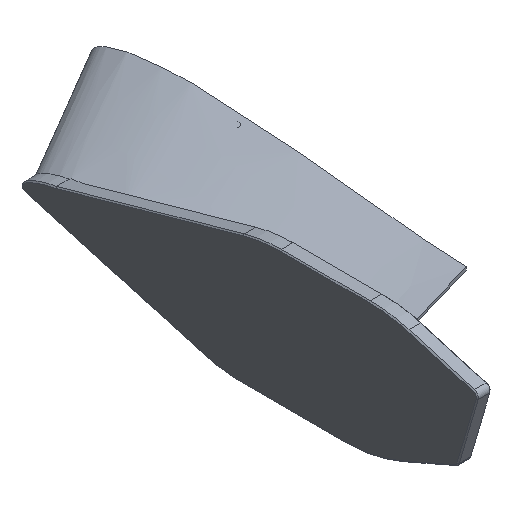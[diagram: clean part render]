
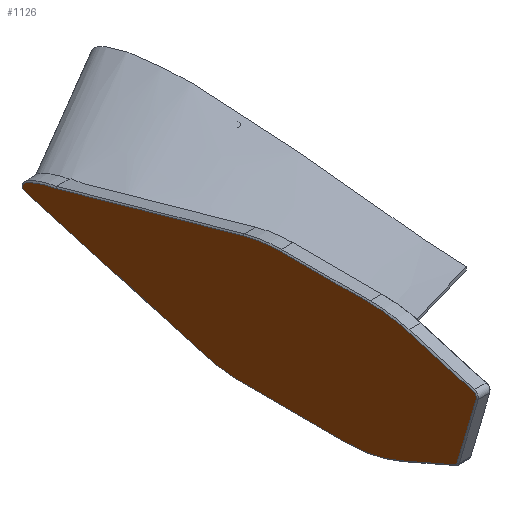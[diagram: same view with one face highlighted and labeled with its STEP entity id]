
A CAD part, isometric view. The second image highlights one B-rep face of the part: STEP entity #1126.
In plain terms, the highlighted planar face has unit normal (-1, 0, 0).
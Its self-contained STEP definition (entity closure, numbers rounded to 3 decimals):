
#50=CIRCLE('',#1201,49.6);
#52=CIRCLE('',#1205,49.6);
#54=CIRCLE('',#1209,1.6);
#56=CIRCLE('',#1213,1.6);
#58=CIRCLE('',#1217,49.6);
#60=CIRCLE('',#1221,49.6);
#113=LINE('',#1749,#210);
#115=LINE('',#1850,#212);
#121=LINE('',#1865,#218);
#125=LINE('',#1877,#222);
#129=LINE('',#1889,#226);
#133=LINE('',#1901,#230);
#137=LINE('',#1913,#234);
#141=LINE('',#1925,#238);
#210=VECTOR('',#1350,10.);
#212=VECTOR('',#1354,10.);
#218=VECTOR('',#1368,10.);
#222=VECTOR('',#1380,10.);
#226=VECTOR('',#1392,10.);
#230=VECTOR('',#1404,10.);
#234=VECTOR('',#1416,10.);
#238=VECTOR('',#1428,10.);
#300=PLANE('',#1230);
#355=FACE_OUTER_BOUND('',#425,.T.);
#425=EDGE_LOOP('',(#923,#924,#925,#926,#927,#928,#929,#930,#931,#932,#933,
#934,#935,#936,#937,#938));
#470=B_SPLINE_CURVE_WITH_KNOTS('',3,(#1833,#1834,#1835,#1836,#1837,#1838,
#1839,#1840,#1841,#1842,#1843),.UNSPECIFIED.,.F.,.F.,(4,1,1,1,1,1,1,1,4),
(-0.191,-0.164,-0.136,-0.109,
-0.082,-0.068,-0.055,-0.027,
-0.002),.UNSPECIFIED.);
#472=B_SPLINE_CURVE_WITH_KNOTS('',3,(#1950,#1951,#1952,#1953,#1954,#1955),
 .UNSPECIFIED.,.F.,.F.,(4,1,1,4),(0.003,0.018,
0.037,0.064),.UNSPECIFIED.);
#521=VERTEX_POINT('',#1747);
#522=VERTEX_POINT('',#1748);
#526=VERTEX_POINT('',#1832);
#527=VERTEX_POINT('',#1849);
#530=VERTEX_POINT('',#1856);
#532=VERTEX_POINT('',#1862);
#534=VERTEX_POINT('',#1868);
#536=VERTEX_POINT('',#1874);
#538=VERTEX_POINT('',#1880);
#540=VERTEX_POINT('',#1886);
#542=VERTEX_POINT('',#1892);
#544=VERTEX_POINT('',#1898);
#546=VERTEX_POINT('',#1904);
#548=VERTEX_POINT('',#1910);
#550=VERTEX_POINT('',#1916);
#552=VERTEX_POINT('',#1922);
#634=EDGE_CURVE('',#521,#522,#113,.T.);
#639=EDGE_CURVE('',#526,#521,#470,.T.);
#641=EDGE_CURVE('',#527,#526,#115,.T.);
#646=EDGE_CURVE('',#530,#527,#50,.T.);
#649=EDGE_CURVE('',#532,#530,#121,.T.);
#652=EDGE_CURVE('',#534,#532,#52,.T.);
#655=EDGE_CURVE('',#536,#534,#125,.T.);
#658=EDGE_CURVE('',#538,#536,#54,.T.);
#661=EDGE_CURVE('',#540,#538,#129,.T.);
#664=EDGE_CURVE('',#542,#540,#56,.T.);
#667=EDGE_CURVE('',#544,#542,#133,.T.);
#670=EDGE_CURVE('',#546,#544,#58,.T.);
#673=EDGE_CURVE('',#548,#546,#137,.T.);
#676=EDGE_CURVE('',#550,#548,#60,.T.);
#679=EDGE_CURVE('',#552,#550,#141,.T.);
#680=EDGE_CURVE('',#522,#552,#472,.T.);
#923=ORIENTED_EDGE('',*,*,#634,.T.);
#924=ORIENTED_EDGE('',*,*,#680,.T.);
#925=ORIENTED_EDGE('',*,*,#679,.T.);
#926=ORIENTED_EDGE('',*,*,#676,.T.);
#927=ORIENTED_EDGE('',*,*,#673,.T.);
#928=ORIENTED_EDGE('',*,*,#670,.T.);
#929=ORIENTED_EDGE('',*,*,#667,.T.);
#930=ORIENTED_EDGE('',*,*,#664,.T.);
#931=ORIENTED_EDGE('',*,*,#661,.T.);
#932=ORIENTED_EDGE('',*,*,#658,.T.);
#933=ORIENTED_EDGE('',*,*,#655,.T.);
#934=ORIENTED_EDGE('',*,*,#652,.T.);
#935=ORIENTED_EDGE('',*,*,#649,.T.);
#936=ORIENTED_EDGE('',*,*,#646,.T.);
#937=ORIENTED_EDGE('',*,*,#641,.T.);
#938=ORIENTED_EDGE('',*,*,#639,.T.);
#1126=ADVANCED_FACE('',(#355),#300,.F.);
#1201=AXIS2_PLACEMENT_3D('',#1859,#1362,#1363);
#1205=AXIS2_PLACEMENT_3D('',#1871,#1374,#1375);
#1209=AXIS2_PLACEMENT_3D('',#1883,#1386,#1387);
#1213=AXIS2_PLACEMENT_3D('',#1895,#1398,#1399);
#1217=AXIS2_PLACEMENT_3D('',#1907,#1410,#1411);
#1221=AXIS2_PLACEMENT_3D('',#1919,#1422,#1423);
#1230=AXIS2_PLACEMENT_3D('',#2055,#1453,#1454);
#1350=DIRECTION('',(0.,0.,-1.));
#1354=DIRECTION('',(0.,0.963,-0.27));
#1362=DIRECTION('center_axis',(-1.,0.,0.));
#1363=DIRECTION('ref_axis',(0.,0.27,0.963));
#1368=DIRECTION('',(0.,1.,0.));
#1374=DIRECTION('center_axis',(-1.,0.,0.));
#1375=DIRECTION('ref_axis',(0.,0.,1.));
#1380=DIRECTION('',(0.,0.96,0.281));
#1386=DIRECTION('center_axis',(-1.,0.,0.));
#1387=DIRECTION('ref_axis',(0.,-0.281,0.96));
#1392=DIRECTION('',(0.,-0.281,0.96));
#1398=DIRECTION('center_axis',(-1.,0.,0.));
#1399=DIRECTION('ref_axis',(0.,-0.96,-0.281));
#1404=DIRECTION('',(0.,-0.917,0.399));
#1410=DIRECTION('center_axis',(-1.,0.,0.));
#1411=DIRECTION('ref_axis',(0.,-0.399,-0.917));
#1416=DIRECTION('',(0.,-1.,0.));
#1422=DIRECTION('center_axis',(-1.,0.,0.));
#1423=DIRECTION('ref_axis',(0.,0.,-1.));
#1428=DIRECTION('',(0.,-0.961,-0.276));
#1453=DIRECTION('center_axis',(1.,0.,0.));
#1454=DIRECTION('ref_axis',(0.,1.,0.));
#1747=CARTESIAN_POINT('',(-405.,-55.96,0.093));
#1748=CARTESIAN_POINT('',(-405.,-55.96,-0.048));
#1749=CARTESIAN_POINT('',(-405.,-55.96,1.179));
#1832=CARTESIAN_POINT('',(-405.,-68.185,5.591));
#1833=CARTESIAN_POINT('Ctrl Pts',(-405.,-68.185,5.591));
#1834=CARTESIAN_POINT('Ctrl Pts',(-405.,-67.406,5.469));
#1835=CARTESIAN_POINT('Ctrl Pts',(-405.,-66.179,5.243));
#1836=CARTESIAN_POINT('Ctrl Pts',(-405.,-64.302,4.757));
#1837=CARTESIAN_POINT('Ctrl Pts',(-405.,-61.667,3.958));
#1838=CARTESIAN_POINT('Ctrl Pts',(-405.,-59.394,3.078));
#1839=CARTESIAN_POINT('Ctrl Pts',(-405.,-58.007,2.341));
#1840=CARTESIAN_POINT('Ctrl Pts',(-405.,-56.963,1.617));
#1841=CARTESIAN_POINT('Ctrl Pts',(-405.,-56.258,0.81));
#1842=CARTESIAN_POINT('Ctrl Pts',(-405.,-56.014,0.292));
#1843=CARTESIAN_POINT('Ctrl Pts',(-405.,-55.96,0.093));
#1849=CARTESIAN_POINT('',(-405.,-136.426,24.753));
#1850=CARTESIAN_POINT('',(-405.,-100.91,14.78));
#1856=CARTESIAN_POINT('',(-405.,-149.836,26.6));
#1859=CARTESIAN_POINT('Origin',(-405.,-149.836,-23.));
#1862=CARTESIAN_POINT('',(-405.,-182.123,26.6));
#1865=CARTESIAN_POINT('',(-405.,-144.736,26.6));
#1868=CARTESIAN_POINT('',(-405.,-196.081,24.596));
#1871=CARTESIAN_POINT('Origin',(-405.,-182.123,-23.));
#1874=CARTESIAN_POINT('',(-405.,-219.858,17.623));
#1877=CARTESIAN_POINT('',(-405.,-173.077,31.342));
#1880=CARTESIAN_POINT('',(-405.,-220.944,15.637));
#1883=CARTESIAN_POINT('Origin',(-405.,-219.408,16.087));
#1886=CARTESIAN_POINT('',(-405.,-214.043,-7.895));
#1889=CARTESIAN_POINT('',(-405.,-215.951,-1.389));
#1892=CARTESIAN_POINT('',(-405.,-213.145,-8.912));
#1895=CARTESIAN_POINT('Origin',(-405.,-212.507,-7.445));
#1898=CARTESIAN_POINT('',(-405.,-193.428,-17.486));
#1901=CARTESIAN_POINT('',(-405.,-184.322,-21.445));
#1904=CARTESIAN_POINT('',(-405.,-173.649,-21.6));
#1907=CARTESIAN_POINT('Origin',(-405.,-173.649,28.));
#1910=CARTESIAN_POINT('',(-405.,-135.947,-21.6));
#1913=CARTESIAN_POINT('',(-405.,-156.643,-21.6));
#1916=CARTESIAN_POINT('',(-405.,-122.254,-19.672));
#1919=CARTESIAN_POINT('Origin',(-405.,-135.947,28.));
#1922=CARTESIAN_POINT('',(-405.,-57.973,-1.209));
#1925=CARTESIAN_POINT('',(-405.,-127.342,-21.134));
#1950=CARTESIAN_POINT('Ctrl Pts',(-405.,-55.96,-0.048));
#1951=CARTESIAN_POINT('Ctrl Pts',(-405.,-56.024,-0.165));
#1952=CARTESIAN_POINT('Ctrl Pts',(-405.,-56.201,-0.405));
#1953=CARTESIAN_POINT('Ctrl Pts',(-405.,-56.658,-0.778));
#1954=CARTESIAN_POINT('Ctrl Pts',(-405.,-57.352,-1.044));
#1955=CARTESIAN_POINT('Ctrl Pts',(-405.,-57.973,-1.209));
#2055=CARTESIAN_POINT('Origin',(-405.,-139.637,2.5));
